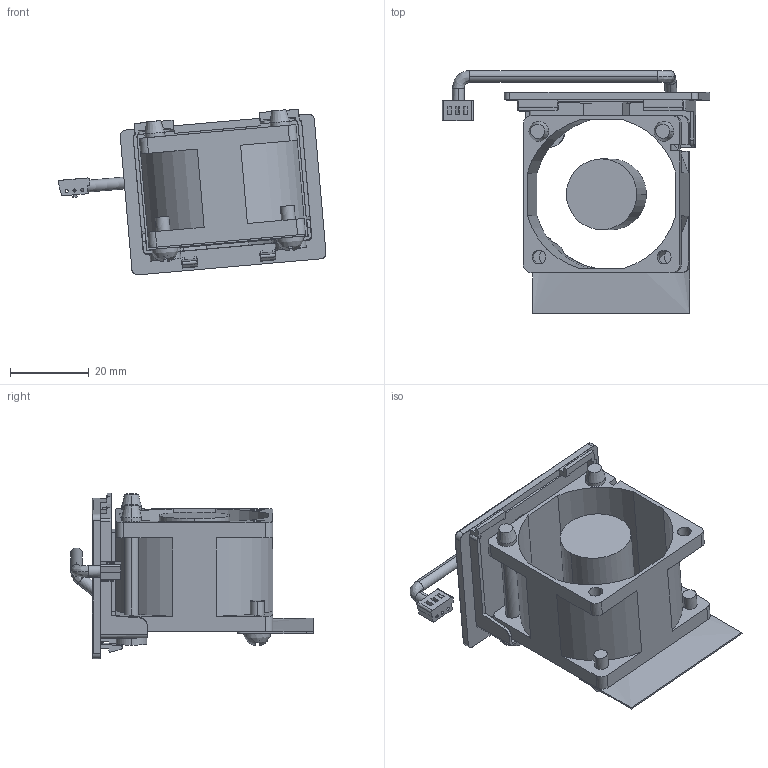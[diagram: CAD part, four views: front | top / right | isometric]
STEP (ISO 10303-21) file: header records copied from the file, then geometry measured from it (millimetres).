
FILE_DESCRIPTION (( 'STEP AP214' ), '1' );
FILE_NAME ('GS4-FAN-CB2.STEP', '2017-05-24T19:53:45', ( '' ), ( '' ), 'SwSTEP 2.0', 'SolidWorks 2015', '' );
FILE_SCHEMA (( 'AUTOMOTIVE_DESIGN' ));
Length unit declared in the file: millimetre
Products named in the file (1): GS4-FAN-CB2
Bounding box: 68.22 x 61.8 x 42.19 mm (x, y, z)
Surface area: 19789 mm2 (no closed solid volume)
Topology: 0 solids, 151 shells, 285 faces, 1264 edges, 1119 vertices
Faces by surface type: plane 152, cylinder 107, bspline 22, cone 4
Entity records: 16349 total; most frequent: CARTESIAN_POINT 6785, DIRECTION 1671, ORIENTED_EDGE 1608, EDGE_CURVE 1258, VERTEX_POINT 1119, VECTOR 825, LINE 825, AXIS2_PLACEMENT_3D 423
